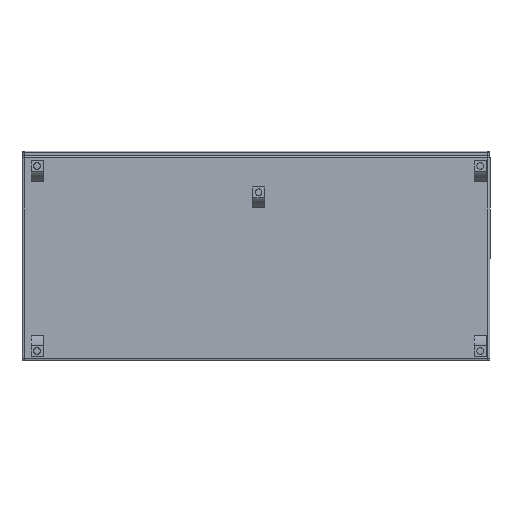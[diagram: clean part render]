
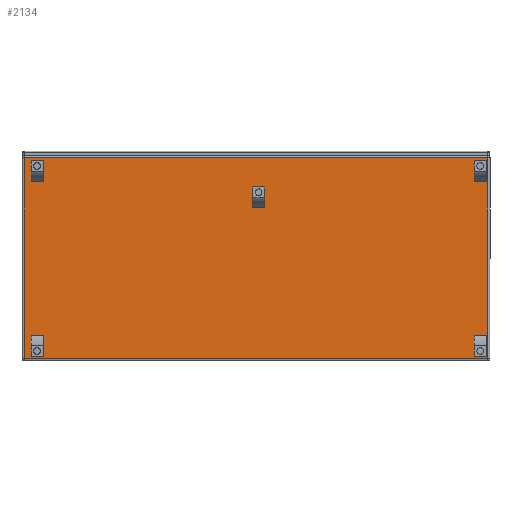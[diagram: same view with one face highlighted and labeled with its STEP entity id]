
A CAD part, front view. The second image highlights one B-rep face of the part: STEP entity #2134.
In plain terms, the highlighted planar face has unit normal (0, -1, 0).
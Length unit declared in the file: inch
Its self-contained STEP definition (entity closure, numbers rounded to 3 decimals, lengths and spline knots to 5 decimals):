
#125=PLANE('',#2460);
#211=FACE_OUTER_BOUND('',#369,.T.);
#369=EDGE_LOOP('',(#1502,#1503,#1504,#1505));
#524=LINE('',#3606,#672);
#539=LINE('',#3661,#687);
#540=LINE('',#3664,#688);
#541=LINE('',#3667,#689);
#672=VECTOR('',#2785,0.3937);
#687=VECTOR('',#2848,0.3937);
#688=VECTOR('',#2851,0.3937);
#689=VECTOR('',#2856,0.3937);
#977=VERTEX_POINT('',#3603);
#978=VERTEX_POINT('',#3605);
#994=VERTEX_POINT('',#3659);
#995=VERTEX_POINT('',#3663);
#1145=EDGE_CURVE('',#977,#978,#524,.T.);
#1173=EDGE_CURVE('',#994,#977,#539,.T.);
#1174=EDGE_CURVE('',#978,#995,#540,.T.);
#1176=EDGE_CURVE('',#995,#994,#541,.T.);
#1502=ORIENTED_EDGE('',*,*,#1145,.F.);
#1503=ORIENTED_EDGE('',*,*,#1173,.F.);
#1504=ORIENTED_EDGE('',*,*,#1176,.F.);
#1505=ORIENTED_EDGE('',*,*,#1174,.F.);
#2134=ADVANCED_FACE('',(#211),#125,.T.);
#2460=AXIS2_PLACEMENT_3D('',#3666,#2854,#2855);
#2785=DIRECTION('',(0.,0.,1.));
#2848=DIRECTION('',(-1.,0.,0.));
#2851=DIRECTION('',(1.,0.,0.));
#2854=DIRECTION('center_axis',(0.,-1.,0.));
#2855=DIRECTION('ref_axis',(1.,0.,0.));
#2856=DIRECTION('',(0.,0.,-1.));
#3603=CARTESIAN_POINT('',(-17.75647,-13.24283,-38.625));
#3605=CARTESIAN_POINT('',(-17.75647,-13.24283,38.625));
#3606=CARTESIAN_POINT('',(-17.75647,-13.24283,0.));
#3659=CARTESIAN_POINT('',(15.74353,-13.24283,-38.625));
#3661=CARTESIAN_POINT('',(-7.94485,-13.24283,-38.625));
#3663=CARTESIAN_POINT('',(15.74353,-13.24283,38.625));
#3664=CARTESIAN_POINT('',(-7.94485,-13.24283,38.625));
#3666=CARTESIAN_POINT('Origin',(-18.63147,-13.24283,0.));
#3667=CARTESIAN_POINT('',(15.74353,-13.24283,0.));
